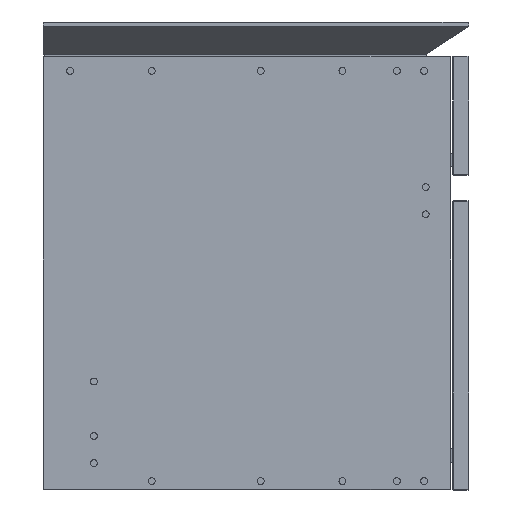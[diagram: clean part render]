
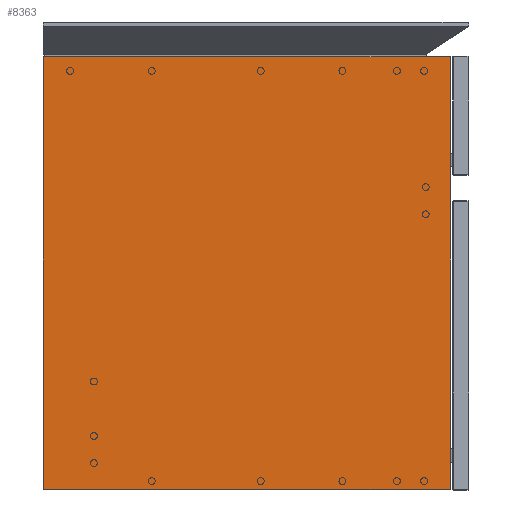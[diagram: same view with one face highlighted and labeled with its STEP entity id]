
A CAD part, left-side view. The second image highlights one B-rep face of the part: STEP entity #8363.
In plain terms, the highlighted planar face has unit normal (-1, 0, 0).
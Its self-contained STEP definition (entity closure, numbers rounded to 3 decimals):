
#6757=CARTESIAN_POINT('',(-4097.636,30176.267,-509.2));
#6758=VERTEX_POINT('',#6757);
#6783=CARTESIAN_POINT('',(-4097.636,29698.067,-509.2));
#6784=VERTEX_POINT('',#6783);
#6791=CARTESIAN_POINT('',(-4097.636,29698.067,-509.2));
#6792=DIRECTION('',(0.0,1.0,0.0));
#6793=VECTOR('',#6792,478.2);
#6794=LINE('',#6791,#6793);
#6795=EDGE_CURVE('',#6784,#6758,#6794,.T.);
#6830=CARTESIAN_POINT('',(-4097.636,29698.067,-0.8));
#6831=VERTEX_POINT('',#6830);
#6838=CARTESIAN_POINT('',(-4097.636,29698.067,-0.8));
#6839=DIRECTION('',(0.0,0.0,-1.0));
#6840=VECTOR('',#6839,508.4);
#6841=LINE('',#6838,#6840);
#6842=EDGE_CURVE('',#6831,#6784,#6841,.T.);
#7084=CARTESIAN_POINT('',(-4097.636,30176.267,-0.8));
#7085=VERTEX_POINT('',#7084);
#7092=CARTESIAN_POINT('',(-4097.636,30176.267,-0.8));
#7093=DIRECTION('',(0.0,-1.0,0.0));
#7094=VECTOR('',#7093,478.2);
#7095=LINE('',#7092,#7094);
#7096=EDGE_CURVE('',#7085,#6831,#7095,.T.);
#8337=CARTESIAN_POINT('',(-4097.636,30176.267,-509.2));
#8338=DIRECTION('',(0.0,0.0,1.0));
#8339=VECTOR('',#8338,508.4);
#8340=LINE('',#8337,#8339);
#8341=EDGE_CURVE('',#6758,#7085,#8340,.T.);
#8352=CARTESIAN_POINT('',(-4097.636,29937.167,-0.799));
#8353=DIRECTION('',(-1.0,0.0,0.0));
#8354=DIRECTION('',(0.0,0.0,1.0));
#8355=AXIS2_PLACEMENT_3D('',#8352,#8353,#8354);
#8356=PLANE('',#8355);
#8357=ORIENTED_EDGE('',*,*,#6795,.F.);
#8358=ORIENTED_EDGE('',*,*,#6842,.F.);
#8359=ORIENTED_EDGE('',*,*,#7096,.F.);
#8360=ORIENTED_EDGE('',*,*,#8341,.F.);
#8361=EDGE_LOOP('',(#8357,#8358,#8359,#8360));
#8362=FACE_OUTER_BOUND('',#8361,.T.);
#8363=ADVANCED_FACE('',(#8362),#8356,.T.);
